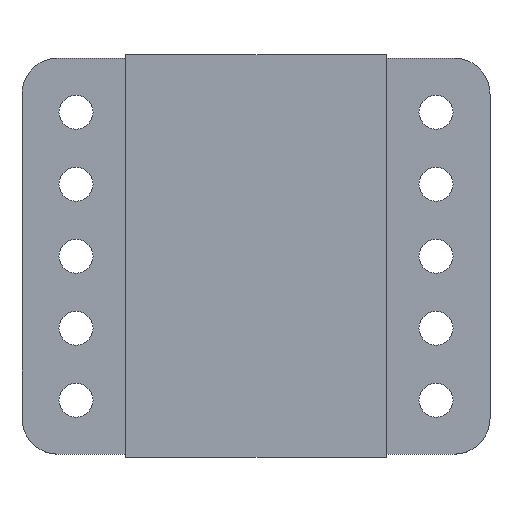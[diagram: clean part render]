
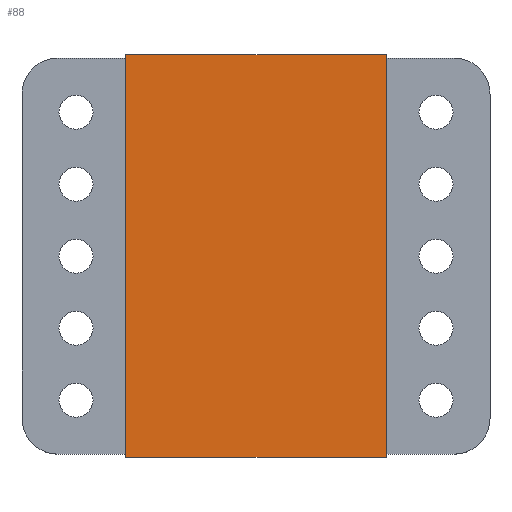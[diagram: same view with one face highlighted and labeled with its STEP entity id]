
A CAD part, top view. The second image highlights one B-rep face of the part: STEP entity #88.
In plain terms, the highlighted planar face has unit normal (0, 0, 1).
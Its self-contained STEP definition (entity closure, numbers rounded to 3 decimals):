
#24 = VERTEX_POINT('',#25);
#25 = CARTESIAN_POINT('',(-27.37,-8.93,5.5));
#31 = EDGE_CURVE('',#24,#32,#34,.T.);
#32 = VERTEX_POINT('',#33);
#33 = CARTESIAN_POINT('',(-27.37,5.27,5.5));
#34 = LINE('',#35,#36);
#35 = CARTESIAN_POINT('',(-27.37,-8.93,5.5));
#36 = VECTOR('',#37,1.);
#37 = DIRECTION('',(0.,1.,0.));
#64 = VERTEX_POINT('',#65);
#65 = CARTESIAN_POINT('',(-18.17,-8.93,5.5));
#71 = EDGE_CURVE('',#64,#24,#72,.T.);
#72 = LINE('',#73,#74);
#73 = CARTESIAN_POINT('',(-18.17,-8.93,5.5));
#74 = VECTOR('',#75,1.);
#75 = DIRECTION('',(-1.,0.,0.));
#88 = ADVANCED_FACE('',(#89),#107,.T.);
#89 = FACE_BOUND('',#90,.F.);
#90 = EDGE_LOOP('',(#91,#92,#100,#106));
#91 = ORIENTED_EDGE('',*,*,#31,.T.);
#92 = ORIENTED_EDGE('',*,*,#93,.T.);
#93 = EDGE_CURVE('',#32,#94,#96,.T.);
#94 = VERTEX_POINT('',#95);
#95 = CARTESIAN_POINT('',(-18.17,5.27,5.5));
#96 = LINE('',#97,#98);
#97 = CARTESIAN_POINT('',(-27.37,5.27,5.5));
#98 = VECTOR('',#99,1.);
#99 = DIRECTION('',(1.,0.,0.));
#100 = ORIENTED_EDGE('',*,*,#101,.T.);
#101 = EDGE_CURVE('',#94,#64,#102,.T.);
#102 = LINE('',#103,#104);
#103 = CARTESIAN_POINT('',(-18.17,5.27,5.5));
#104 = VECTOR('',#105,1.);
#105 = DIRECTION('',(0.,-1.,0.));
#106 = ORIENTED_EDGE('',*,*,#71,.T.);
#107 = PLANE('',#108);
#108 = AXIS2_PLACEMENT_3D('',#109,#110,#111);
#109 = CARTESIAN_POINT('',(-27.37,-8.93,5.5));
#110 = DIRECTION('',(0.,0.,1.));
#111 = DIRECTION('',(0.,1.,0.));
